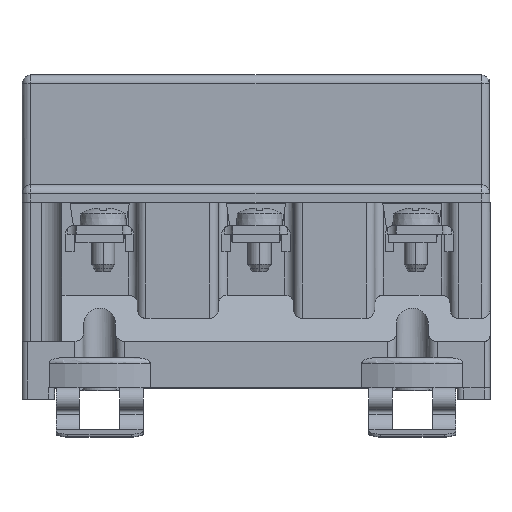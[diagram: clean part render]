
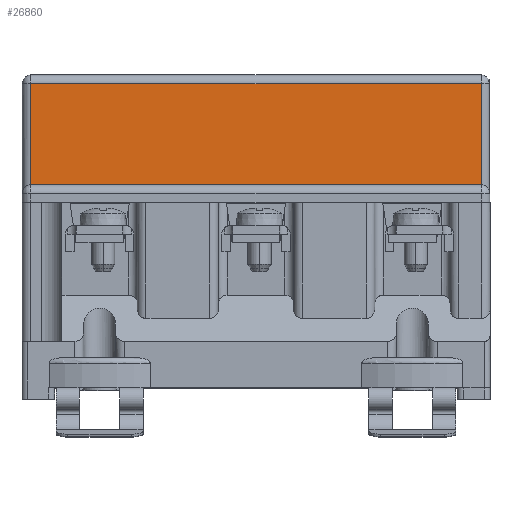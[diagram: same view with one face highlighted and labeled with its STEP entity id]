
A CAD part, top view. The second image highlights one B-rep face of the part: STEP entity #26860.
In plain terms, the highlighted face is planar.
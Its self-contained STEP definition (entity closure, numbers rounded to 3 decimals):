
#24348=DIRECTION('',(0.,0.,-1.));
#24349=VECTOR('',#24348,77.7);
#24350=CARTESIAN_POINT('',(22.5,3.,38.85));
#24351=LINE('',#24350,#24349);
#24391=DIRECTION('',(0.,1.,0.));
#24392=VECTOR('',#24391,17.5);
#24393=CARTESIAN_POINT('',(22.5,3.,-38.85));
#24394=LINE('',#24393,#24392);
#24395=DIRECTION('',(0.,-1.,0.));
#24396=VECTOR('',#24395,17.5);
#24397=CARTESIAN_POINT('',(22.5,20.5,38.85));
#24398=LINE('',#24397,#24396);
#24734=DIRECTION('',(0.,0.,1.));
#24735=VECTOR('',#24734,77.7);
#24736=CARTESIAN_POINT('',(22.5,20.5,-38.85));
#24737=LINE('',#24736,#24735);
#25795=CARTESIAN_POINT('',(22.5,3.,38.85));
#25797=VERTEX_POINT('',#25795);
#25800=CARTESIAN_POINT('',(22.5,3.,-38.85));
#25802=VERTEX_POINT('',#25800);
#25831=CARTESIAN_POINT('',(22.5,20.5,-38.85));
#25832=VERTEX_POINT('',#25831);
#25833=CARTESIAN_POINT('',(22.5,20.5,38.85));
#25834=VERTEX_POINT('',#25833);
#26847=CARTESIAN_POINT('',(22.5,3.,-40.35));
#26848=DIRECTION('',(1.,0.,0.));
#26849=DIRECTION('',(0.,1.,0.));
#26850=AXIS2_PLACEMENT_3D('',#26847,#26848,#26849);
#26851=PLANE('',#26850);
#26853=ORIENTED_EDGE('',*,*,#26852,.F.);
#26855=ORIENTED_EDGE('',*,*,#26854,.F.);
#26856=ORIENTED_EDGE('',*,*,#26833,.F.);
#26857=ORIENTED_EDGE('',*,*,#26767,.F.);
#26858=EDGE_LOOP('',(#26853,#26855,#26856,#26857));
#26859=FACE_OUTER_BOUND('',#26858,.F.);
#26767=EDGE_CURVE('',#25797,#25802,#24351,.T.);
#26833=EDGE_CURVE('',#25802,#25832,#24394,.T.);
#26852=EDGE_CURVE('',#25834,#25797,#24398,.T.);
#26854=EDGE_CURVE('',#25832,#25834,#24737,.T.);
#26860=ADVANCED_FACE('',(#26859),#26851,.T.);
